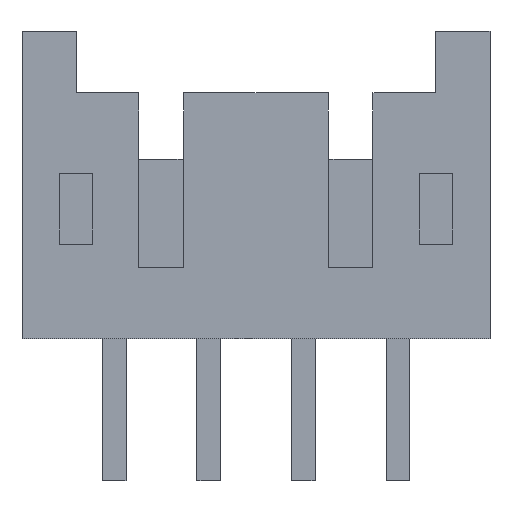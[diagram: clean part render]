
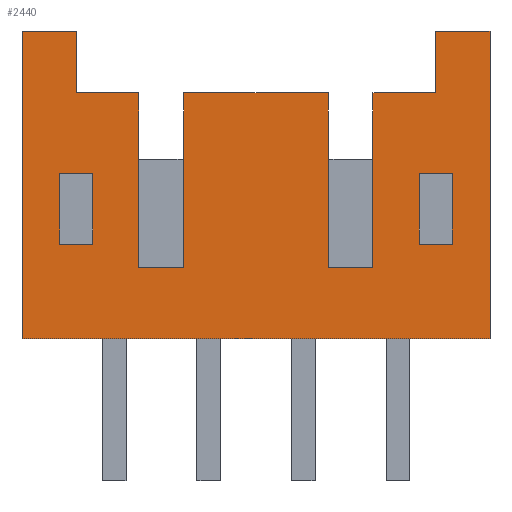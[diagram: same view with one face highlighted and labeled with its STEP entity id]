
A CAD part, front view. The second image highlights one B-rep face of the part: STEP entity #2440.
In plain terms, the highlighted planar face has unit normal (0, -1, 0).
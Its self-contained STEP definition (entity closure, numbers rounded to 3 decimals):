
#22=FACE_BOUND('',#184,.T.);
#23=FACE_BOUND('',#185,.T.);
#45=FACE_OUTER_BOUND('',#183,.T.);
#183=EDGE_LOOP('',(#1634,#1635,#1636,#1637,#1638,#1639,#1640,#1641,#1642,
#1643,#1644,#1645,#1646,#1647,#1648,#1649));
#184=EDGE_LOOP('',(#1650,#1651,#1652,#1653));
#185=EDGE_LOOP('',(#1654,#1655,#1656,#1657));
#328=LINE('',#3334,#664);
#332=LINE('',#3342,#668);
#376=LINE('',#3430,#712);
#384=LINE('',#3447,#720);
#385=LINE('',#3449,#721);
#386=LINE('',#3451,#722);
#387=LINE('',#3452,#723);
#388=LINE('',#3454,#724);
#389=LINE('',#3455,#725);
#390=LINE('',#3457,#726);
#391=LINE('',#3459,#727);
#392=LINE('',#3461,#728);
#393=LINE('',#3463,#729);
#394=LINE('',#3465,#730);
#395=LINE('',#3467,#731);
#396=LINE('',#3468,#732);
#397=LINE('',#3471,#733);
#398=LINE('',#3473,#734);
#399=LINE('',#3475,#735);
#400=LINE('',#3476,#736);
#401=LINE('',#3479,#737);
#402=LINE('',#3481,#738);
#403=LINE('',#3483,#739);
#404=LINE('',#3484,#740);
#664=VECTOR('',#2729,1000.);
#668=VECTOR('',#2733,1000.);
#712=VECTOR('',#2785,1000.);
#720=VECTOR('',#2799,1000.);
#721=VECTOR('',#2800,1000.);
#722=VECTOR('',#2801,1000.);
#723=VECTOR('',#2802,1000.);
#724=VECTOR('',#2803,1000.);
#725=VECTOR('',#2804,1000.);
#726=VECTOR('',#2805,1000.);
#727=VECTOR('',#2806,1000.);
#728=VECTOR('',#2807,1000.);
#729=VECTOR('',#2808,1000.);
#730=VECTOR('',#2809,1000.);
#731=VECTOR('',#2810,1000.);
#732=VECTOR('',#2811,1000.);
#733=VECTOR('',#2812,1000.);
#734=VECTOR('',#2813,1000.);
#735=VECTOR('',#2814,1000.);
#736=VECTOR('',#2815,1000.);
#737=VECTOR('',#2816,1000.);
#738=VECTOR('',#2817,1000.);
#739=VECTOR('',#2818,1000.);
#740=VECTOR('',#2819,1000.);
#997=VERTEX_POINT('',#3331);
#998=VERTEX_POINT('',#3333);
#1001=VERTEX_POINT('',#3339);
#1002=VERTEX_POINT('',#3341);
#1042=VERTEX_POINT('',#3429);
#1047=VERTEX_POINT('',#3445);
#1048=VERTEX_POINT('',#3446);
#1049=VERTEX_POINT('',#3448);
#1050=VERTEX_POINT('',#3450);
#1051=VERTEX_POINT('',#3453);
#1052=VERTEX_POINT('',#3456);
#1053=VERTEX_POINT('',#3458);
#1054=VERTEX_POINT('',#3460);
#1055=VERTEX_POINT('',#3462);
#1056=VERTEX_POINT('',#3464);
#1057=VERTEX_POINT('',#3466);
#1058=VERTEX_POINT('',#3469);
#1059=VERTEX_POINT('',#3470);
#1060=VERTEX_POINT('',#3472);
#1061=VERTEX_POINT('',#3474);
#1062=VERTEX_POINT('',#3477);
#1063=VERTEX_POINT('',#3478);
#1064=VERTEX_POINT('',#3480);
#1065=VERTEX_POINT('',#3482);
#1224=EDGE_CURVE('',#997,#998,#328,.T.);
#1228=EDGE_CURVE('',#1001,#1002,#332,.T.);
#1272=EDGE_CURVE('',#998,#1042,#376,.T.);
#1280=EDGE_CURVE('',#1047,#1048,#384,.T.);
#1281=EDGE_CURVE('',#1049,#1048,#385,.T.);
#1282=EDGE_CURVE('',#1050,#1049,#386,.T.);
#1283=EDGE_CURVE('',#1002,#1050,#387,.T.);
#1284=EDGE_CURVE('',#1051,#1001,#388,.T.);
#1285=EDGE_CURVE('',#1042,#1051,#389,.T.);
#1286=EDGE_CURVE('',#1052,#997,#390,.T.);
#1287=EDGE_CURVE('',#1053,#1052,#391,.T.);
#1288=EDGE_CURVE('',#1054,#1053,#392,.T.);
#1289=EDGE_CURVE('',#1054,#1055,#393,.T.);
#1290=EDGE_CURVE('',#1055,#1056,#394,.T.);
#1291=EDGE_CURVE('',#1057,#1056,#395,.T.);
#1292=EDGE_CURVE('',#1047,#1057,#396,.T.);
#1293=EDGE_CURVE('',#1058,#1059,#397,.T.);
#1294=EDGE_CURVE('',#1060,#1058,#398,.T.);
#1295=EDGE_CURVE('',#1061,#1060,#399,.T.);
#1296=EDGE_CURVE('',#1059,#1061,#400,.T.);
#1297=EDGE_CURVE('',#1062,#1063,#401,.T.);
#1298=EDGE_CURVE('',#1064,#1062,#402,.T.);
#1299=EDGE_CURVE('',#1065,#1064,#403,.T.);
#1300=EDGE_CURVE('',#1063,#1065,#404,.T.);
#1634=ORIENTED_EDGE('',*,*,#1280,.T.);
#1635=ORIENTED_EDGE('',*,*,#1281,.F.);
#1636=ORIENTED_EDGE('',*,*,#1282,.F.);
#1637=ORIENTED_EDGE('',*,*,#1283,.F.);
#1638=ORIENTED_EDGE('',*,*,#1228,.F.);
#1639=ORIENTED_EDGE('',*,*,#1284,.F.);
#1640=ORIENTED_EDGE('',*,*,#1285,.F.);
#1641=ORIENTED_EDGE('',*,*,#1272,.F.);
#1642=ORIENTED_EDGE('',*,*,#1224,.F.);
#1643=ORIENTED_EDGE('',*,*,#1286,.F.);
#1644=ORIENTED_EDGE('',*,*,#1287,.F.);
#1645=ORIENTED_EDGE('',*,*,#1288,.F.);
#1646=ORIENTED_EDGE('',*,*,#1289,.T.);
#1647=ORIENTED_EDGE('',*,*,#1290,.T.);
#1648=ORIENTED_EDGE('',*,*,#1291,.F.);
#1649=ORIENTED_EDGE('',*,*,#1292,.F.);
#1650=ORIENTED_EDGE('',*,*,#1293,.F.);
#1651=ORIENTED_EDGE('',*,*,#1294,.F.);
#1652=ORIENTED_EDGE('',*,*,#1295,.F.);
#1653=ORIENTED_EDGE('',*,*,#1296,.F.);
#1654=ORIENTED_EDGE('',*,*,#1297,.F.);
#1655=ORIENTED_EDGE('',*,*,#1298,.F.);
#1656=ORIENTED_EDGE('',*,*,#1299,.F.);
#1657=ORIENTED_EDGE('',*,*,#1300,.F.);
#2229=PLANE('',#2584);
#2440=ADVANCED_FACE('',(#45,#22,#23),#2229,.F.);
#2584=AXIS2_PLACEMENT_3D('',#3444,#2797,#2798);
#2729=DIRECTION('',(1.,0.,0.));
#2733=DIRECTION('',(1.,0.,0.));
#2785=DIRECTION('',(0.,0.,1.));
#2797=DIRECTION('center_axis',(0.,1.,0.));
#2798=DIRECTION('ref_axis',(-1.,0.,0.));
#2799=DIRECTION('',(-1.,0.,0.));
#2800=DIRECTION('',(0.,0.,1.));
#2801=DIRECTION('',(1.,0.,0.));
#2802=DIRECTION('',(0.,0.,1.));
#2803=DIRECTION('',(0.,0.,-1.));
#2804=DIRECTION('',(1.,0.,0.));
#2805=DIRECTION('',(0.,0.,-1.));
#2806=DIRECTION('',(1.,0.,0.));
#2807=DIRECTION('',(0.,0.,-1.));
#2808=DIRECTION('',(-1.,0.,0.));
#2809=DIRECTION('',(0.,0.,-1.));
#2810=DIRECTION('',(-1.,0.,0.));
#2811=DIRECTION('',(0.,0.,-1.));
#2812=DIRECTION('',(0.,0.,1.));
#2813=DIRECTION('',(1.,0.,0.));
#2814=DIRECTION('',(0.,0.,-1.));
#2815=DIRECTION('',(-1.,0.,0.));
#2816=DIRECTION('',(0.,0.,-1.));
#2817=DIRECTION('',(-1.,0.,0.));
#2818=DIRECTION('',(0.,0.,1.));
#2819=DIRECTION('',(1.,0.,0.));
#3331=CARTESIAN_POINT('',(-2.475,-8.,2.));
#3333=CARTESIAN_POINT('',(-1.525,-8.,2.));
#3334=CARTESIAN_POINT('',(-2.475,-8.,2.));
#3339=CARTESIAN_POINT('',(1.525,-8.,2.));
#3341=CARTESIAN_POINT('',(2.475,-8.,2.));
#3342=CARTESIAN_POINT('',(2.475,-8.,2.));
#3429=CARTESIAN_POINT('',(-1.525,-8.,5.7));
#3430=CARTESIAN_POINT('',(-1.525,-8.,5.7));
#3444=CARTESIAN_POINT('Origin',(4.95,-8.,0.5));
#3445=CARTESIAN_POINT('',(4.95,-8.,7.));
#3446=CARTESIAN_POINT('',(3.8,-8.,7.));
#3447=CARTESIAN_POINT('',(4.95,-8.,7.));
#3448=CARTESIAN_POINT('',(3.8,-8.,5.7));
#3449=CARTESIAN_POINT('',(3.8,-8.,7.));
#3450=CARTESIAN_POINT('',(2.475,-8.,5.7));
#3451=CARTESIAN_POINT('',(2.475,-8.,5.7));
#3452=CARTESIAN_POINT('',(2.475,-8.,5.7));
#3453=CARTESIAN_POINT('',(1.525,-8.,5.7));
#3454=CARTESIAN_POINT('',(1.525,-8.,5.7));
#3455=CARTESIAN_POINT('',(-1.525,-8.,5.7));
#3456=CARTESIAN_POINT('',(-2.475,-8.,5.7));
#3457=CARTESIAN_POINT('',(-2.475,-8.,5.7));
#3458=CARTESIAN_POINT('',(-3.8,-8.,5.7));
#3459=CARTESIAN_POINT('',(-3.8,-8.,5.7));
#3460=CARTESIAN_POINT('',(-3.8,-8.,7.));
#3461=CARTESIAN_POINT('',(-3.8,-8.,7.));
#3462=CARTESIAN_POINT('',(-4.95,-8.,7.));
#3463=CARTESIAN_POINT('',(4.95,-8.,7.));
#3464=CARTESIAN_POINT('',(-4.95,-8.,0.5));
#3465=CARTESIAN_POINT('',(-4.95,-8.,0.5));
#3466=CARTESIAN_POINT('',(4.95,-8.,0.5));
#3467=CARTESIAN_POINT('',(4.95,-8.,0.5));
#3468=CARTESIAN_POINT('',(4.95,-8.,0.5));
#3469=CARTESIAN_POINT('',(-3.45,-8.,2.5));
#3470=CARTESIAN_POINT('',(-3.45,-8.,4.));
#3471=CARTESIAN_POINT('',(-3.45,-8.,4.));
#3472=CARTESIAN_POINT('',(-4.15,-8.,2.5));
#3473=CARTESIAN_POINT('',(-4.15,-8.,2.5));
#3474=CARTESIAN_POINT('',(-4.15,-8.,4.));
#3475=CARTESIAN_POINT('',(-4.15,-8.,4.));
#3476=CARTESIAN_POINT('',(-4.15,-8.,4.));
#3477=CARTESIAN_POINT('',(3.45,-8.,4.));
#3478=CARTESIAN_POINT('',(3.45,-8.,2.5));
#3479=CARTESIAN_POINT('',(3.45,-8.,4.));
#3480=CARTESIAN_POINT('',(4.15,-8.,4.));
#3481=CARTESIAN_POINT('',(4.15,-8.,4.));
#3482=CARTESIAN_POINT('',(4.15,-8.,2.5));
#3483=CARTESIAN_POINT('',(4.15,-8.,4.));
#3484=CARTESIAN_POINT('',(4.15,-8.,2.5));
